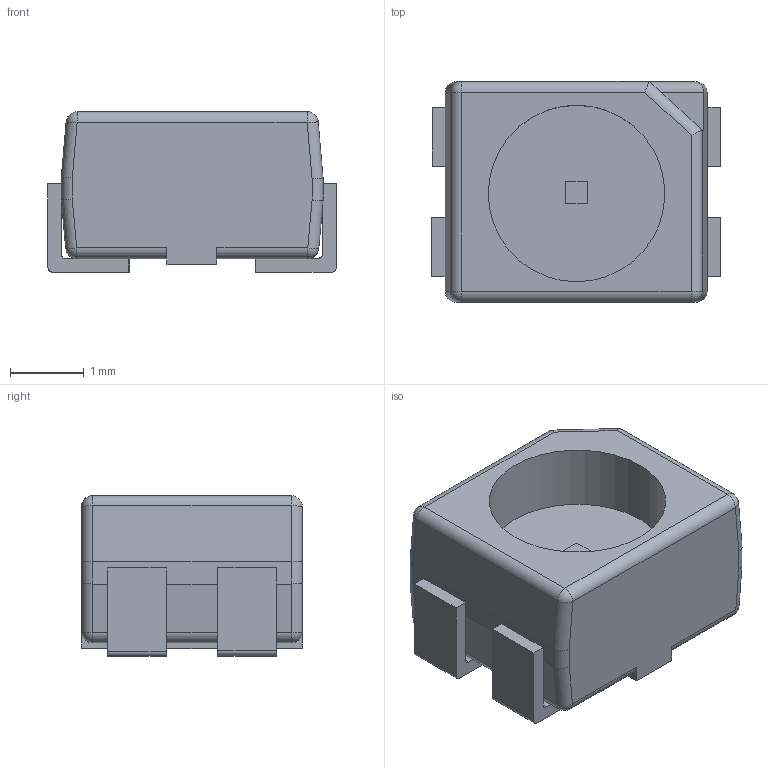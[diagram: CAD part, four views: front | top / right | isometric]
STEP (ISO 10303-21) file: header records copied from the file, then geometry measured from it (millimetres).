
FILE_DESCRIPTION(('FreeCAD Model'),'2;1');
FILE_NAME('Amber-LED-Osram-PLCC4.stp', '2017-05-25T13:15:42',(''),(''),'Open CASCADE STEP processor 7.1', 'FreeCAD','Unknown');
FILE_SCHEMA(('AUTOMOTIVE_DESIGN_CC2 { 1 2 10303 214 -1 1 5 4 }'));
Length unit declared in the file: millimetre
Products named in the file (4): ASSEMBLY; Fillet; Pad002; Pad001
Assembly tree (3 placements, depth 2):
  ASSEMBLY
    Fillet
    Pad002
    Pad001
Bounding box: 3.92 x 3 x 2.18 mm (x, y, z)
Volume: 18 mm3; surface area: 69.4 mm2
Topology: 5 solids, 5 shells, 94 faces, 227 edges, 138 vertices
Faces by surface type: plane 54, cylinder 33, sphere 7
Full cylindrical faces by diameter (mm): 2.4 x1
Entity records: 2758 total; most frequent: DIRECTION 472, CARTESIAN_POINT 456, ORIENTED_EDGE 440, EDGE_CURVE 220, LINE 164, VECTOR 164, AXIS2_PLACEMENT_3D 154, VERTEX_POINT 138
